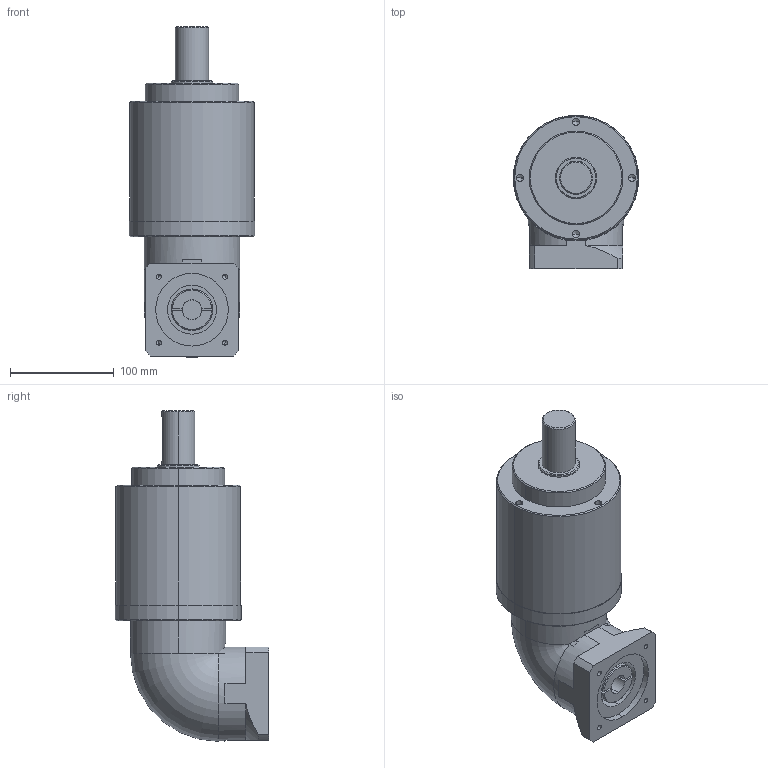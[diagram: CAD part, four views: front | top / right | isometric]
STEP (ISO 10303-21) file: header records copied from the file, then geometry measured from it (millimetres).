
FILE_DESCRIPTION (( 'STEP AP203' ), '1' );
FILE_NAME ('EVL120-L3-19-70-90STEP.STEP', '2022-06-16T05:18:44', ( 'PC' ), ( 'Microsoft' ), 'SwSTEP 2.0', 'SolidWorks 2016', '' );
FILE_SCHEMA (( 'CONFIG_CONTROL_DESIGN' ));
Length unit declared in the file: millimetre
Products named in the file (1): EVL120-L3-19-70-90STEP
Bounding box: 121 x 147.5 x 318.8 mm (x, y, z)
Volume: 2529637.2 mm3; surface area: 145540.9 mm2
Topology: 1 solids, 1 shells, 114 faces, 280 edges, 167 vertices
Faces by surface type: cylinder 46, plane 35, cone 32, torus 1
Entity records: 3432 total; most frequent: CARTESIAN_POINT 693, DIRECTION 595, ORIENTED_EDGE 524, EDGE_CURVE 262, AXIS2_PLACEMENT_3D 235, VERTEX_POINT 167, EDGE_LOOP 131, LINE 125
